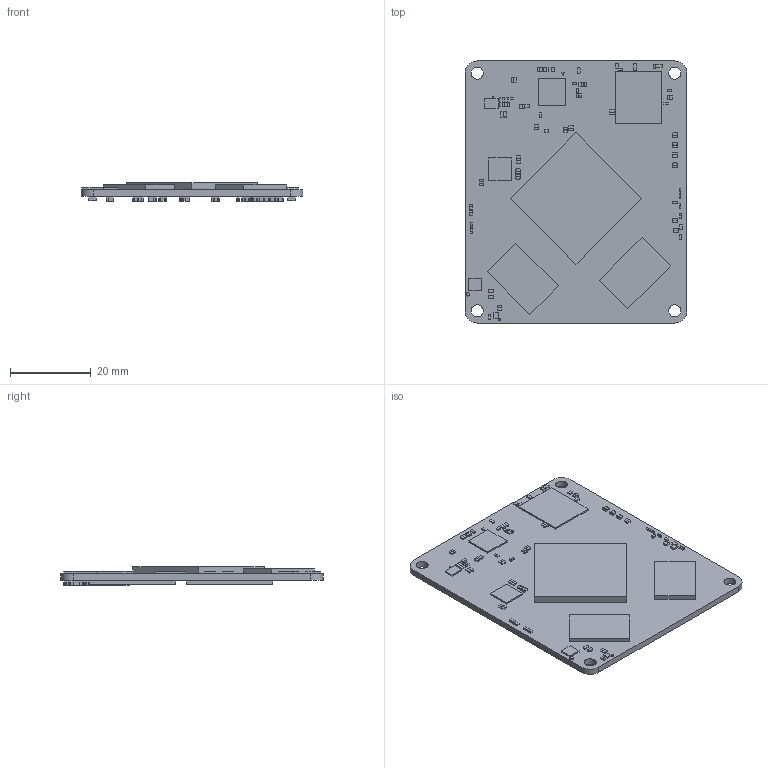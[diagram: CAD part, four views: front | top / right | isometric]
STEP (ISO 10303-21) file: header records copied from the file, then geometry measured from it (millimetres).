
FILE_DESCRIPTION(('HOOPS Exchange Step'),'2;1');
FILE_NAME('temp_export','2024-07-07T23:31:12+20:00',('byran'),('Shapr3D Limited'),'HOOPS Exchange 2024.2','Shapr3D','Authorized');
FILE_SCHEMA( ('AUTOMOTIVE_DESIGN { 1 0 10303 214 1 1 1 1 }') );
Length unit declared in the file: millimetre
Products named in the file (3): Folder 02; CM3588_3D.step; root
Assembly tree (2 placements, depth 3):
  root
    CM3588_3D.step
      Folder 02
Bounding box: 55 x 65 x 4.7 mm (x, y, z)
Volume: 7258.1 mm3; surface area: 11240.9 mm2
Topology: 181 solids, 181 shells, 1490 faces, 3387 edges, 2259 vertices
Faces by surface type: plane 1085, cylinder 404, bspline 1
Full cylindrical faces by diameter (mm): 0.254 x1, 0.311 x1, 0.453 x2, 0.889 x1, 3 x4
Entity records: 41642 total; most frequent: CARTESIAN_POINT 7182, DIRECTION 7180, ORIENTED_EDGE 6774, EDGE_CURVE 3387, VECTOR 2574, LINE 2574, AXIS2_PLACEMENT_3D 2303, VERTEX_POINT 2259
